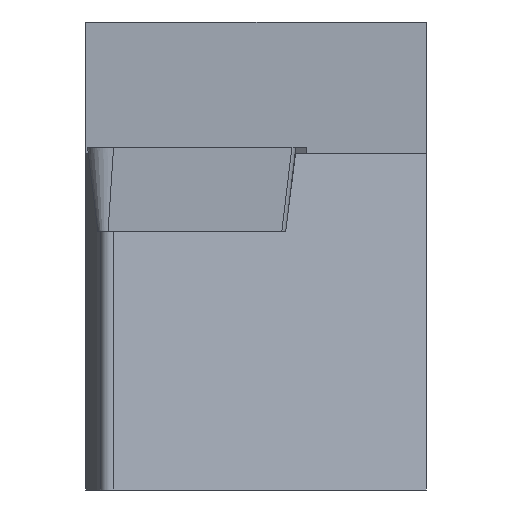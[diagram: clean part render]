
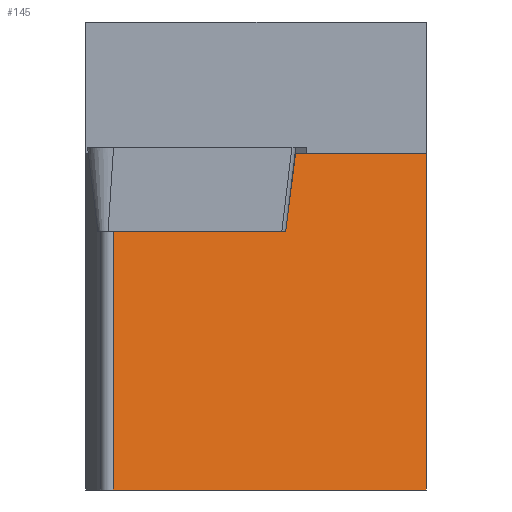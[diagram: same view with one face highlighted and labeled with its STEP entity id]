
A CAD part, left-side view. The second image highlights one B-rep face of the part: STEP entity #145.
In plain terms, the highlighted planar face has unit normal (-0.848, -0.53, 0).
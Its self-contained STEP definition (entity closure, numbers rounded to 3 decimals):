
#145=ADVANCED_FACE('',(#194),#173,.F.);
#173=PLANE('',#629);
#194=FACE_OUTER_BOUND('',#222,.T.);
#222=EDGE_LOOP('',(#292,#293,#294,#295,#296,#297));
#292=ORIENTED_EDGE('',*,*,#462,.T.);
#293=ORIENTED_EDGE('',*,*,#463,.F.);
#294=ORIENTED_EDGE('',*,*,#455,.F.);
#295=ORIENTED_EDGE('',*,*,#430,.T.);
#296=ORIENTED_EDGE('',*,*,#458,.F.);
#297=ORIENTED_EDGE('',*,*,#464,.T.);
#383=VERTEX_POINT('',#803);
#384=VERTEX_POINT('',#804);
#398=VERTEX_POINT('',#844);
#404=VERTEX_POINT('',#859);
#407=VERTEX_POINT('',#868);
#408=VERTEX_POINT('',#869);
#430=EDGE_CURVE('',#383,#384,#501,.T.);
#455=EDGE_CURVE('',#383,#398,#523,.T.);
#458=EDGE_CURVE('',#404,#384,#526,.T.);
#462=EDGE_CURVE('',#407,#408,#529,.T.);
#463=EDGE_CURVE('',#398,#408,#530,.T.);
#464=EDGE_CURVE('',#404,#407,#531,.T.);
#501=LINE('',#802,#558);
#523=LINE('',#853,#580);
#526=LINE('',#860,#583);
#529=LINE('',#867,#586);
#530=LINE('',#870,#587);
#531=LINE('',#871,#588);
#558=VECTOR('',#660,1.);
#580=VECTOR('',#700,1.);
#583=VECTOR('',#707,1.);
#586=VECTOR('',#714,1.);
#587=VECTOR('',#715,1.);
#588=VECTOR('',#716,1.);
#629=AXIS2_PLACEMENT_3D('',#872,#717,#718);
#660=DIRECTION('',(0.,0.,1.));
#700=DIRECTION('',(-0.53,0.848,0.));
#707=DIRECTION('',(0.53,-0.848,0.));
#714=DIRECTION('',(-0.53,0.848,0.));
#715=DIRECTION('',(0.,0.,1.));
#716=DIRECTION('',(-0.079,0.126,-0.989));
#717=DIRECTION('',(0.848,0.53,0.));
#718=DIRECTION('',(0.53,-0.848,0.));
#802=CARTESIAN_POINT('',(10.691,0.,224.544));
#803=CARTESIAN_POINT('',(10.691,0.,-16.));
#804=CARTESIAN_POINT('',(10.691,0.,-0.2));
#844=CARTESIAN_POINT('',(1.503,14.703,-16.));
#853=CARTESIAN_POINT('',(7.689,4.804,-16.));
#859=CARTESIAN_POINT('',(6.854,6.14,-0.2));
#860=CARTESIAN_POINT('',(7.689,4.804,-0.2));
#867=CARTESIAN_POINT('',(10.691,0.,-3.87));
#868=CARTESIAN_POINT('',(6.563,6.606,-3.87));
#869=CARTESIAN_POINT('',(1.503,14.703,-3.87));
#870=CARTESIAN_POINT('',(1.503,14.703,224.544));
#871=CARTESIAN_POINT('',(24.398,-21.936,220.667));
#872=CARTESIAN_POINT('',(10.691,0.,224.544));
